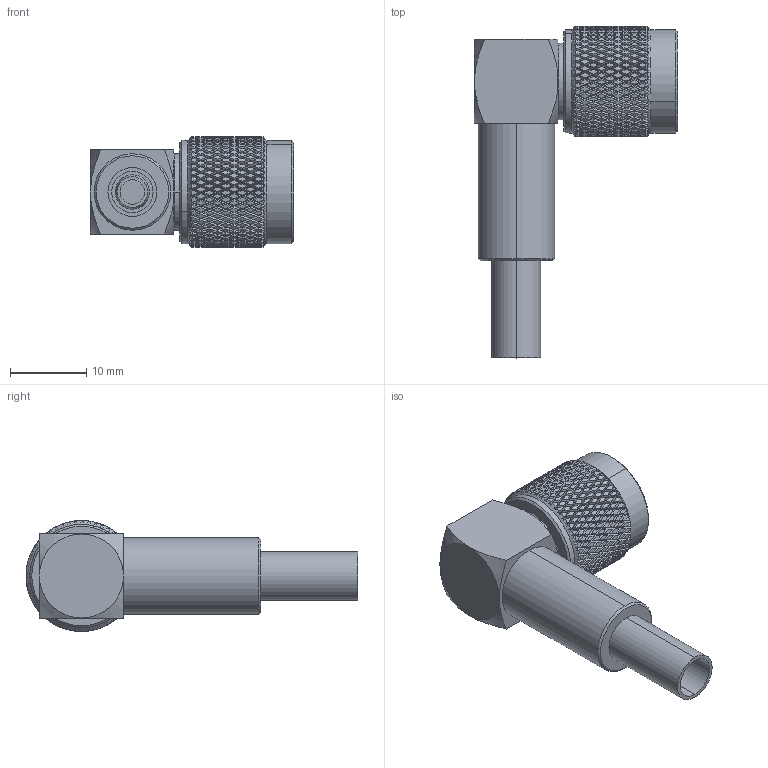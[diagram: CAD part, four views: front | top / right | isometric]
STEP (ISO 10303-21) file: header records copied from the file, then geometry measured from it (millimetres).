
FILE_DESCRIPTION (( 'STEP AP214' ), '1' );
FILE_NAME ('PE44846 ¦ SC4257_3D.step', '2024-02-21T21:54:31', ( '' ), ( '' ), 'SwSTEP 2.0', 'SolidWorks 2022', '' );
FILE_SCHEMA (( 'AUTOMOTIVE_DESIGN' ));
Length unit declared in the file: inch
Products named in the file (1): PE44846 ¦ SC4257_3D
Bounding box: 26.6 x 43.43 x 14.5 mm (x, y, z)
Volume: 4760.6 mm3; surface area: 4016.5 mm2
Topology: 3 solids, 3 shells, 2649 faces, 5609 edges, 2976 vertices
Faces by surface type: bspline 2005, cylinder 565, plane 45, cone 34
Entity records: 101939 total; most frequent: CARTESIAN_POINT 67551, ORIENTED_EDGE 11218, EDGE_CURVE 5609, VERTEX_POINT 2976, EDGE_LOOP 2661, FACE_OUTER_BOUND 2649, ADVANCED_FACE 2649, B_SPLINE_CURVE_WITH_KNOTS 2288
